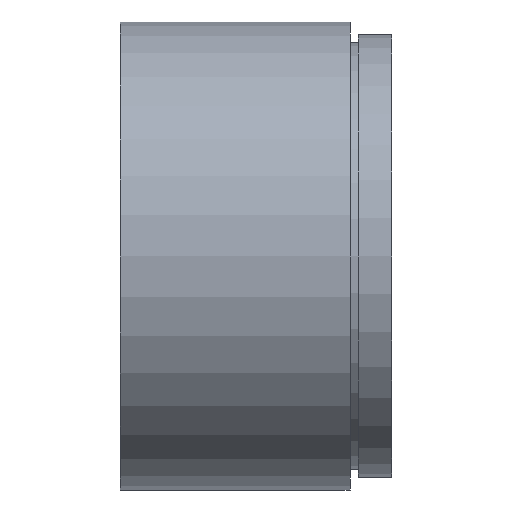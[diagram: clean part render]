
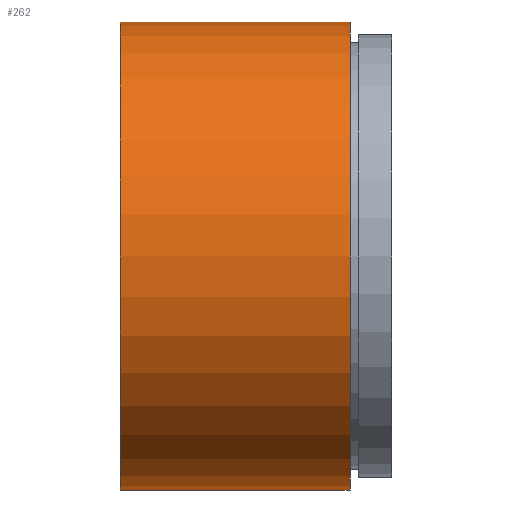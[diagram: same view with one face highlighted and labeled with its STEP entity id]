
A CAD part, left-side view. The second image highlights one B-rep face of the part: STEP entity #262.
In plain terms, the highlighted cylindrical face has radius 28 mm (diameter 56 mm), a partial arc.
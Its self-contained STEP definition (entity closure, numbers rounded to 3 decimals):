
#14 = DIRECTION ( 'NONE',  ( 0., 0., -1. ) ) ;
#30 = AXIS2_PLACEMENT_3D ( 'NONE', #556, #484, #601 ) ;
#70 = CARTESIAN_POINT ( 'NONE',  ( 0., 5., 0. ) ) ;
#78 = CARTESIAN_POINT ( 'NONE',  ( 0., 5., -28. ) ) ;
#107 = CYLINDRICAL_SURFACE ( 'NONE', #30, 28. ) ;
#109 = DIRECTION ( 'NONE',  ( 0., -1., 0. ) ) ;
#131 = VERTEX_POINT ( 'NONE', #373 ) ;
#185 = ORIENTED_EDGE ( 'NONE', *, *, #626, .T. ) ;
#189 = CARTESIAN_POINT ( 'NONE',  ( 0., 5., 28. ) ) ;
#201 = CARTESIAN_POINT ( 'NONE',  ( 0., 32.5, 0. ) ) ;
#207 = EDGE_LOOP ( 'NONE', ( #256, #347, #185, #491 ) ) ;
#232 = CARTESIAN_POINT ( 'NONE',  ( 0., 0., -28. ) ) ;
#251 = CIRCLE ( 'NONE', #435, 28. ) ;
#256 = ORIENTED_EDGE ( 'NONE', *, *, #374, .F. ) ;
#262 = ADVANCED_FACE ( 'NONE', ( #464 ), #107, .T. ) ;
#267 = CIRCLE ( 'NONE', #467, 28. ) ;
#286 = DIRECTION ( 'NONE',  ( 0., -1., 0. ) ) ;
#327 = VERTEX_POINT ( 'NONE', #78 ) ;
#339 = VECTOR ( 'NONE', #286, 1000. ) ;
#347 = ORIENTED_EDGE ( 'NONE', *, *, #533, .T. ) ;
#373 = CARTESIAN_POINT ( 'NONE',  ( 0., 32.5, 28. ) ) ;
#374 = EDGE_CURVE ( 'NONE', #131, #416, #625, .T. ) ;
#392 = DIRECTION ( 'NONE',  ( 0., -1., 0. ) ) ;
#400 = CARTESIAN_POINT ( 'NONE',  ( 0., 32.5, -28. ) ) ;
#408 = VERTEX_POINT ( 'NONE', #400 ) ;
#416 = VERTEX_POINT ( 'NONE', #189 ) ;
#418 = DIRECTION ( 'NONE',  ( 0., 0., -1. ) ) ;
#435 = AXIS2_PLACEMENT_3D ( 'NONE', #70, #392, #14 ) ;
#464 = FACE_OUTER_BOUND ( 'NONE', #207, .T. ) ;
#467 = AXIS2_PLACEMENT_3D ( 'NONE', #201, #565, #418 ) ;
#476 = CARTESIAN_POINT ( 'NONE',  ( 0., 0., 28. ) ) ;
#480 = VECTOR ( 'NONE', #109, 1000. ) ;
#484 = DIRECTION ( 'NONE',  ( 0., -1., 0. ) ) ;
#491 = ORIENTED_EDGE ( 'NONE', *, *, #594, .F. ) ;
#533 = EDGE_CURVE ( 'NONE', #131, #408, #267, .T. ) ;
#556 = CARTESIAN_POINT ( 'NONE',  ( 0., 0., 0. ) ) ;
#565 = DIRECTION ( 'NONE',  ( 0., -1., 0. ) ) ;
#586 = LINE ( 'NONE', #232, #339 ) ;
#594 = EDGE_CURVE ( 'NONE', #416, #327, #251, .T. ) ;
#601 = DIRECTION ( 'NONE',  ( 0., 0., -1. ) ) ;
#625 = LINE ( 'NONE', #476, #480 ) ;
#626 = EDGE_CURVE ( 'NONE', #408, #327, #586, .T. ) ;
